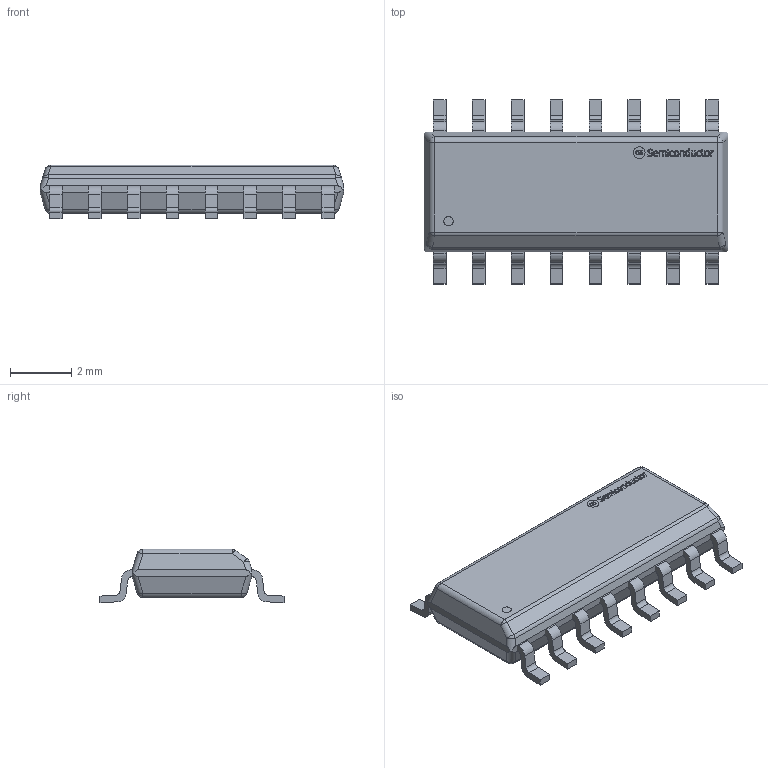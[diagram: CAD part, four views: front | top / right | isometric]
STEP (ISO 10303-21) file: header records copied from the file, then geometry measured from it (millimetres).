
FILE_DESCRIPTION(/* description */ (''),/* implementation_level */ '2;1');
FILE_NAME(/* name */ '1.stp',/* time_stamp */ '2019-09-15T13:10:56+02:00',/* author */ ('Karem'),/* organization */ (''),/* preprocessor_version */ 'ST-DEVELOPER v15.6',/* originating_system */ 'Autodesk Inventor 2015',/* authorisation */ '');
FILE_SCHEMA (('AUTOMOTIVE_DESIGN { 1 0 10303 214 3 1 1 }'));
Length unit declared in the file: millimetre
Products named in the file (5): 1; 3; ON Semi Logo - withoutPN; ON Semi Logo - withoutPN - Copy
Bounding box: 9.9 x 6 x 1.75 mm (x, y, z)
Volume: 59 mm3; surface area: 148.6 mm2
Topology: 34 solids, 34 shells, 518 faces, 1320 edges, 870 vertices
Faces by surface type: plane 297, bspline 126, cylinder 85, sphere 10
Full cylindrical faces by diameter (mm): 0.302 x1, 0.383 x1
Entity records: 16403 total; most frequent: CARTESIAN_POINT 4442, ORIENTED_EDGE 2636, DIRECTION 2050, EDGE_CURVE 1318, LINE 884, VECTOR 884, VERTEX_POINT 870, AXIS2_PLACEMENT_3D 583
